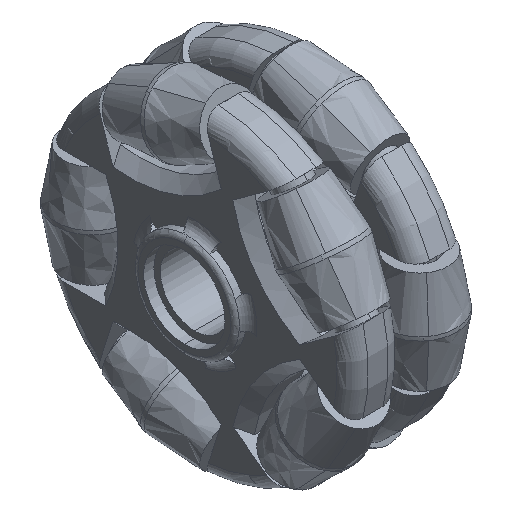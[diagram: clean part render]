
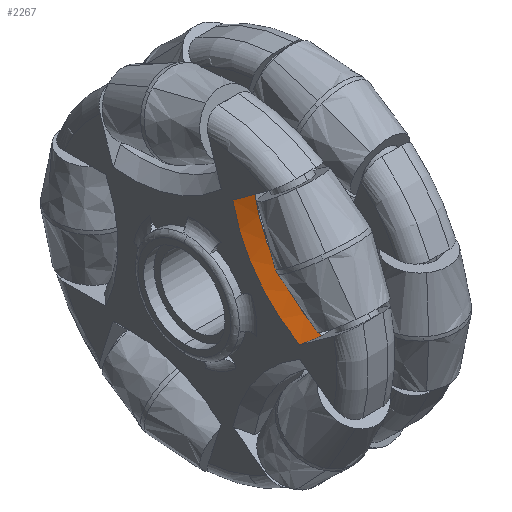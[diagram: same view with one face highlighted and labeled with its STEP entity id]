
A CAD part, isometric view. The second image highlights one B-rep face of the part: STEP entity #2267.
In plain terms, the highlighted conical face has half-angle 45 degrees and reference radius 24 mm.
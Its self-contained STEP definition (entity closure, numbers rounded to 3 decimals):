
#242 = AXIS2_PLACEMENT_3D ( 'NONE', #1678, #763, #2150 ) ;
#364 = CARTESIAN_POINT ( 'NONE',  ( 0., -6.725, 17.247 ) ) ;
#532 = CARTESIAN_POINT ( 'NONE',  ( 2., -8.523, 18.553 ) ) ;
#669 = DIRECTION ( 'NONE',  ( 1., 0., 0. ) ) ;
#763 = DIRECTION ( 'NONE',  ( -1., 0., 0. ) ) ;
#1166 = DIRECTION ( 'NONE',  ( 0., 0., -1. ) ) ;
#1250 = FACE_OUTER_BOUND ( 'NONE', #1527, .T. ) ;
#1345 = VERTEX_POINT ( 'NONE', #2769 ) ;
#1400 = CARTESIAN_POINT ( 'NONE',  ( 1.337, -7.921, 18.115 ) ) ;
#1527 = EDGE_LOOP ( 'NONE', ( #3375, #1700, #4905, #1528 ) ) ;
#1528 = ORIENTED_EDGE ( 'NONE', *, *, #5040, .F. ) ;
#1536 = CIRCLE ( 'NONE', #242, 22. ) ;
#1678 = CARTESIAN_POINT ( 'NONE',  ( 2., -30.254, 21.981 ) ) ;
#1700 = ORIENTED_EDGE ( 'NONE', *, *, #3694, .F. ) ;
#1878 = CARTESIAN_POINT ( 'NONE',  ( 1.337, -19.676, 1.935 ) ) ;
#2090 = CIRCLE ( 'NONE', #4505, 24. ) ;
#2150 = DIRECTION ( 'NONE',  ( 0., 0., -1. ) ) ;
#2267 = ADVANCED_FACE ( 'NONE', ( #1250 ), #4263, .F. ) ;
#2290 = VERTEX_POINT ( 'NONE', #3922 ) ;
#2396 = CARTESIAN_POINT ( 'NONE',  ( 0., -6.725, 17.247 ) ) ;
#2618 = EDGE_CURVE ( 'NONE', #4500, #3382, #2735, .T. ) ;
#2627 = CARTESIAN_POINT ( 'NONE',  ( 2., -8.523, 18.553 ) ) ;
#2735 = B_SPLINE_CURVE_WITH_KNOTS ( 'NONE', 3,
 ( #2396, #4172, #1400, #532 ),
 .UNSPECIFIED., .F., .F.,
 ( 4, 4 ),
 ( 0., 0.003 ),
 .UNSPECIFIED. ) ;
#2769 = CARTESIAN_POINT ( 'NONE',  ( 0., -18.481, 1.067 ) ) ;
#2933 = CARTESIAN_POINT ( 'NONE',  ( 0., -30.254, 21.981 ) ) ;
#2986 = DIRECTION ( 'NONE',  ( 0., 0., 1. ) ) ;
#3102 = B_SPLINE_CURVE_WITH_KNOTS ( 'NONE', 3,
 ( #5483, #1878, #4031, #3650 ),
 .UNSPECIFIED., .F., .F.,
 ( 4, 4 ),
 ( 0., 0.003 ),
 .UNSPECIFIED. ) ;
#3375 = ORIENTED_EDGE ( 'NONE', *, *, #5504, .F. ) ;
#3382 = VERTEX_POINT ( 'NONE', #2627 ) ;
#3650 = CARTESIAN_POINT ( 'NONE',  ( 0., -18.481, 1.067 ) ) ;
#3694 = EDGE_CURVE ( 'NONE', #3382, #2290, #1536, .T. ) ;
#3922 = CARTESIAN_POINT ( 'NONE',  ( 2., -20.278, 2.372 ) ) ;
#4031 = CARTESIAN_POINT ( 'NONE',  ( 0.67, -19.078, 1.5 ) ) ;
#4172 = CARTESIAN_POINT ( 'NONE',  ( 0.67, -7.322, 17.68 ) ) ;
#4263 = CONICAL_SURFACE ( 'NONE', #5015, 24., 0.785 ) ;
#4500 = VERTEX_POINT ( 'NONE', #364 ) ;
#4505 = AXIS2_PLACEMENT_3D ( 'NONE', #4594, #669, #1166 ) ;
#4594 = CARTESIAN_POINT ( 'NONE',  ( 0., -30.254, 21.981 ) ) ;
#4905 = ORIENTED_EDGE ( 'NONE', *, *, #2618, .F. ) ;
#5015 = AXIS2_PLACEMENT_3D ( 'NONE', #2933, #5562, #2986 ) ;
#5040 = EDGE_CURVE ( 'NONE', #1345, #4500, #2090, .T. ) ;
#5483 = CARTESIAN_POINT ( 'NONE',  ( 2., -20.278, 2.372 ) ) ;
#5504 = EDGE_CURVE ( 'NONE', #2290, #1345, #3102, .T. ) ;
#5562 = DIRECTION ( 'NONE',  ( -1., 0., 0. ) ) ;
